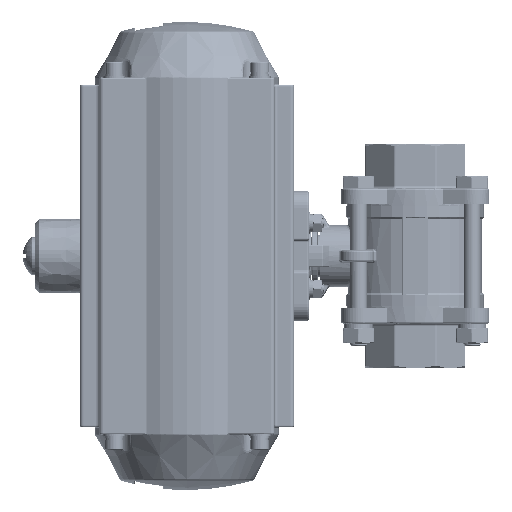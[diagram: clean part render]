
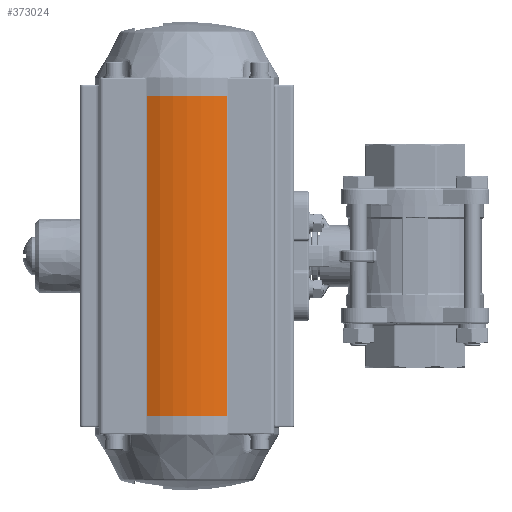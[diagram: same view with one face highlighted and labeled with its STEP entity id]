
A CAD part, left-side view. The second image highlights one B-rep face of the part: STEP entity #373024.
In plain terms, the highlighted cylindrical face has radius 49.5 mm (diameter 99 mm), a partial arc.
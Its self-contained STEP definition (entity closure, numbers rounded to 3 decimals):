
#636 = AXIS2_PLACEMENT_3D ( 'NONE', #285456, #41423, #326370 ) ;
#5775 = CARTESIAN_POINT ( 'NONE',  ( -44.694, 101.424, 85.75 ) ) ;
#23928 = VERTEX_POINT ( 'NONE', #5775 ) ;
#39929 = DIRECTION ( 'NONE',  ( 0., 0., 1. ) ) ;
#41423 = DIRECTION ( 'NONE',  ( 0., 0., 1. ) ) ;
#55720 = LINE ( 'NONE', #380893, #476006 ) ;
#89777 = DIRECTION ( 'NONE',  ( 0., 0., -1. ) ) ;
#94211 = VERTEX_POINT ( 'NONE', #251209 ) ;
#95602 = CIRCLE ( 'NONE', #313278, 49.5 ) ;
#97801 = ORIENTED_EDGE ( 'NONE', *, *, #200642, .T. ) ;
#109480 = EDGE_CURVE ( 'NONE', #320176, #231412, #509969, .T. ) ;
#151283 = CIRCLE ( 'NONE', #636, 49.5 ) ;
#185137 = VECTOR ( 'NONE', #89777, 1000. ) ;
#200642 = EDGE_CURVE ( 'NONE', #94211, #23928, #55720, .T. ) ;
#231412 = VERTEX_POINT ( 'NONE', #496477 ) ;
#244874 = FACE_OUTER_BOUND ( 'NONE', #300091, .T. ) ;
#251209 = CARTESIAN_POINT ( 'NONE',  ( -44.694, 101.424, -85.75 ) ) ;
#261633 = DIRECTION ( 'NONE',  ( 0., 0., 1. ) ) ;
#277841 = EDGE_CURVE ( 'NONE', #231412, #94211, #151283, .T. ) ;
#284004 = CARTESIAN_POINT ( 'NONE',  ( 0., 122.7, 85.75 ) ) ;
#285456 = CARTESIAN_POINT ( 'NONE',  ( 0., 122.7, -85.75 ) ) ;
#292923 = CARTESIAN_POINT ( 'NONE',  ( -44.694, 143.976, -85.75 ) ) ;
#300091 = EDGE_LOOP ( 'NONE', ( #302651, #97801, #448332, #491195 ) ) ;
#300302 = CARTESIAN_POINT ( 'NONE',  ( 0., 122.7, -85.75 ) ) ;
#302064 = DIRECTION ( 'NONE',  ( 1., 0., 0. ) ) ;
#302651 = ORIENTED_EDGE ( 'NONE', *, *, #277841, .T. ) ;
#307448 = AXIS2_PLACEMENT_3D ( 'NONE', #300302, #382148, #302064 ) ;
#313278 = AXIS2_PLACEMENT_3D ( 'NONE', #284004, #39929, #324918 ) ;
#320176 = VERTEX_POINT ( 'NONE', #514636 ) ;
#324918 = DIRECTION ( 'NONE',  ( 1., 0., 0. ) ) ;
#326370 = DIRECTION ( 'NONE',  ( 1., 0., 0. ) ) ;
#373024 = ADVANCED_FACE ( 'NONE', ( #244874 ), #518528, .T. ) ;
#380893 = CARTESIAN_POINT ( 'NONE',  ( -44.694, 101.424, -85.75 ) ) ;
#382148 = DIRECTION ( 'NONE',  ( 0., 0., 1. ) ) ;
#448332 = ORIENTED_EDGE ( 'NONE', *, *, #489866, .F. ) ;
#476006 = VECTOR ( 'NONE', #261633, 1000. ) ;
#489866 = EDGE_CURVE ( 'NONE', #320176, #23928, #95602, .T. ) ;
#491195 = ORIENTED_EDGE ( 'NONE', *, *, #109480, .T. ) ;
#496477 = CARTESIAN_POINT ( 'NONE',  ( -44.694, 143.976, -85.75 ) ) ;
#509969 = LINE ( 'NONE', #292923, #185137 ) ;
#514636 = CARTESIAN_POINT ( 'NONE',  ( -44.694, 143.976, 85.75 ) ) ;
#518528 = CYLINDRICAL_SURFACE ( 'NONE', #307448, 49.5 ) ;
